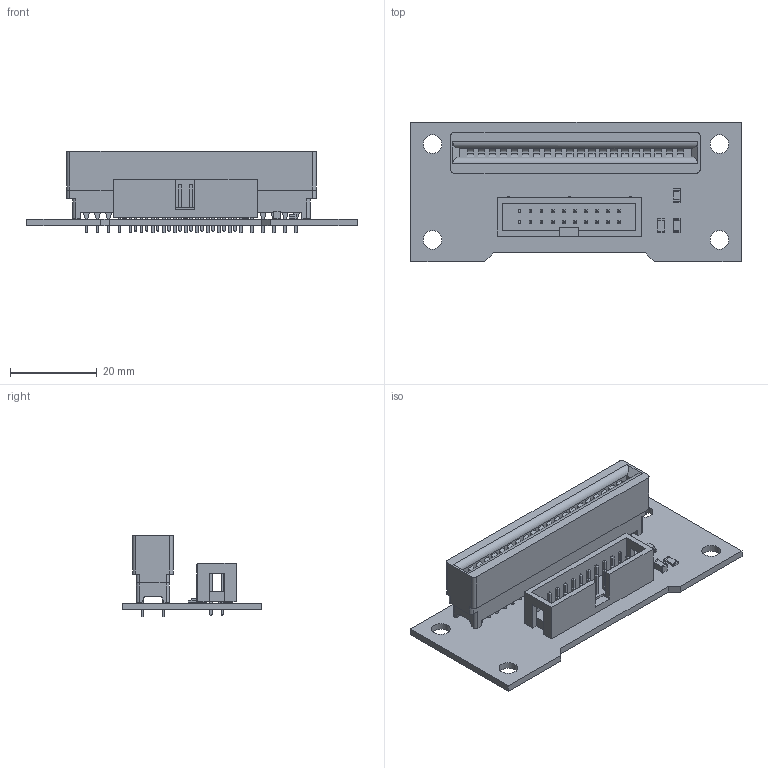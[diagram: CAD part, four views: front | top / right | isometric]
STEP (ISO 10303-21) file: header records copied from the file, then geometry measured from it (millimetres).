
FILE_DESCRIPTION(('KiCad electronic assembly'),'2;1');
FILE_NAME('pcb_accueil.step','2021-01-20T15:38:54',('An Author'),( 'A Company'),'Open CASCADE STEP processor 7.3', 'KiCad to STEP converter','Unknown');
FILE_SCHEMA(('AUTOMOTIVE_DESIGN { 1 0 10303 214 1 1 1 1 }'));
Length unit declared in the file: millimetre
Products named in the file (12): Open CASCADE STEP translator 7.3 1; c-5-5530843-4-f-3d; SOLID; IDC-Header_2x10_P2.54mm_Vertical; C_1206_3216Metric; LED_1206_3216Metric; R_1206_3216Metric; COMPOUND
Assembly tree (11 placements, depth 3):
  Open CASCADE STEP translator 7.3 1
    c-5-5530843-4-f-3d
      SOLID
    IDC-Header_2x10_P2.54mm_Vertical
      SOLID
    C_1206_3216Metric
      SOLID
    LED_1206_3216Metric
      SOLID
    R_1206_3216Metric
      SOLID
    COMPOUND
Bounding box: 76 x 32 x 18.67 mm (x, y, z)
Volume: 11170 mm3; surface area: 11709.9 mm2
Topology: 6 solids, 6 shells, 1068 faces, 2614 edges, 1686 vertices
Faces by surface type: plane 909, cylinder 159
Full cylindrical faces by diameter (mm): 0.8 x40, 1 x26, 4.3 x4
Entity records: 69647 total; most frequent: CARTESIAN_POINT 12008, DIRECTION 10122, LINE 7190, VECTOR 7190, ORIENTED_EDGE 5228, PCURVE 5228, DEFINITIONAL_REPRESENTATION 5228, EDGE_CURVE 2614
